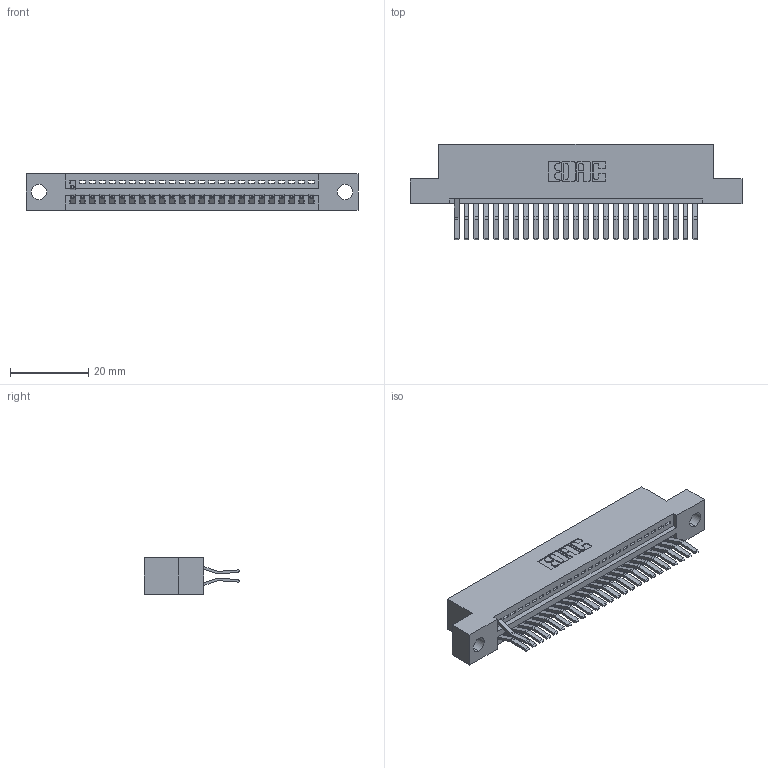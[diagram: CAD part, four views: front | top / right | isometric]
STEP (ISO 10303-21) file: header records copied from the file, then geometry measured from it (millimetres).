
FILE_DESCRIPTION (( 'STEP AP203' ), '1' );
FILE_NAME ('345-050-560-204.STEP', '2018-09-22T15:55:14', ( '' ), ( '' ), 'SwSTEP 2.0', 'SolidWorks 2016', '' );
FILE_SCHEMA (( 'CONFIG_CONTROL_DESIGN' ));
Length unit declared in the file: inch
Products named in the file (3): 345-292-001_560 Tail; 345-050-560-204; 345 Part_Flush Mounting Lugs - 0.156 Dia-TH
Assembly tree (27 placements, depth 2):
  345-050-560-204
    345 Part_Flush Mounting Lugs - 0.156 Dia-TH
    345-292-001_560 Tail  x26
Bounding box: 84.71 x 24.45 x 9.4 mm (x, y, z)
Volume: 7937.1 mm3; surface area: 10431.4 mm2
Topology: 27 solids, 27 shells, 1670 faces, 5019 edges, 3310 vertices
Faces by surface type: plane 1106, cylinder 564
Entity records: 21227 total; most frequent: CARTESIAN_POINT 3680, ORIENTED_EDGE 3638, DIRECTION 3243, EDGE_CURVE 1819, LINE 1583, VECTOR 1583, VERTEX_POINT 1210, AXIS2_PLACEMENT_3D 830
